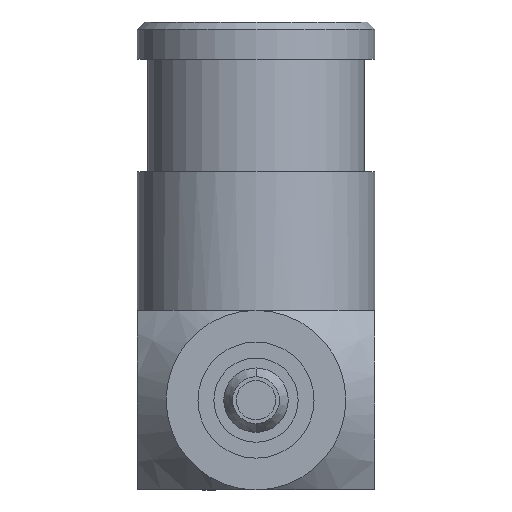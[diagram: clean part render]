
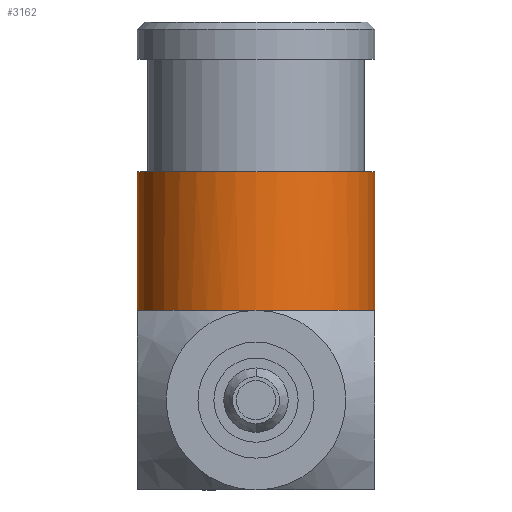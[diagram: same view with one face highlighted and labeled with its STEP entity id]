
A CAD part, front view. The second image highlights one B-rep face of the part: STEP entity #3162.
In plain terms, the highlighted cylindrical face has radius 3.175 mm (diameter 6.35 mm), a partial arc.
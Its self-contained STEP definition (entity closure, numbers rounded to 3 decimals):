
#173 = CYLINDRICAL_SURFACE ( 'NONE', #3429, 3.175 ) ;
#218 = DIRECTION ( 'NONE',  ( 0., 0., 1. ) ) ;
#248 = AXIS2_PLACEMENT_3D ( 'NONE', #3311, #876, #3713 ) ;
#308 = VERTEX_POINT ( 'NONE', #2043 ) ;
#431 = AXIS2_PLACEMENT_3D ( 'NONE', #1782, #4602, #2191 ) ;
#453 = EDGE_CURVE ( 'NONE', #308, #3315, #5142, .T. ) ;
#694 = FACE_OUTER_BOUND ( 'NONE', #5212, .T. ) ;
#707 = ORIENTED_EDGE ( 'NONE', *, *, #2673, .T. ) ;
#776 = VECTOR ( 'NONE', #2662, 1000. ) ;
#850 = CARTESIAN_POINT ( 'NONE',  ( -3.175, 0., -4. ) ) ;
#876 = DIRECTION ( 'NONE',  ( 0., 0., 1. ) ) ;
#906 = CIRCLE ( 'NONE', #248, 3.175 ) ;
#1035 = VERTEX_POINT ( 'NONE', #1105 ) ;
#1041 = CARTESIAN_POINT ( 'NONE',  ( 3.175, 0., -7.7 ) ) ;
#1105 = CARTESIAN_POINT ( 'NONE',  ( -2.079, -2.4, -7.7 ) ) ;
#1218 = VERTEX_POINT ( 'NONE', #850 ) ;
#1351 = VERTEX_POINT ( 'NONE', #3678 ) ;
#1431 = CARTESIAN_POINT ( 'NONE',  ( 0., 0., -7.7 ) ) ;
#1627 = DIRECTION ( 'NONE',  ( 0., 0., 1. ) ) ;
#1724 = VERTEX_POINT ( 'NONE', #1041 ) ;
#1782 = CARTESIAN_POINT ( 'NONE',  ( 0., 0., -4. ) ) ;
#1783 = CARTESIAN_POINT ( 'NONE',  ( 0., 0., 0. ) ) ;
#1827 = VECTOR ( 'NONE', #218, 1000. ) ;
#1841 = CIRCLE ( 'NONE', #3752, 3.175 ) ;
#1861 = DIRECTION ( 'NONE',  ( 0., -1., 0. ) ) ;
#2043 = CARTESIAN_POINT ( 'NONE',  ( 0., -3.175, -7.7 ) ) ;
#2052 = AXIS2_PLACEMENT_3D ( 'NONE', #1431, #4263, #1861 ) ;
#2191 = DIRECTION ( 'NONE',  ( 1., 0., 0. ) ) ;
#2324 = CARTESIAN_POINT ( 'NONE',  ( 3.175, 0., -4. ) ) ;
#2376 = EDGE_CURVE ( 'NONE', #1351, #1035, #3269, .T. ) ;
#2404 = EDGE_CURVE ( 'NONE', #1724, #3000, #2896, .T. ) ;
#2480 = ORIENTED_EDGE ( 'NONE', *, *, #453, .T. ) ;
#2662 = DIRECTION ( 'NONE',  ( 0., 0., 1. ) ) ;
#2673 = EDGE_CURVE ( 'NONE', #1035, #308, #906, .T. ) ;
#2683 = CARTESIAN_POINT ( 'NONE',  ( 3.175, 0., 0. ) ) ;
#2746 = EDGE_CURVE ( 'NONE', #1218, #3000, #2766, .T. ) ;
#2766 = CIRCLE ( 'NONE', #431, 3.175 ) ;
#2777 = CARTESIAN_POINT ( 'NONE',  ( 0., 0., -7.7 ) ) ;
#2818 = LINE ( 'NONE', #5079, #776 ) ;
#2885 = EDGE_CURVE ( 'NONE', #1351, #1218, #2818, .T. ) ;
#2896 = LINE ( 'NONE', #2683, #1827 ) ;
#3000 = VERTEX_POINT ( 'NONE', #2324 ) ;
#3155 = CARTESIAN_POINT ( 'NONE',  ( 2.079, -2.4, -7.7 ) ) ;
#3162 = ADVANCED_FACE ( 'NONE', ( #694 ), #173, .T. ) ;
#3242 = DIRECTION ( 'NONE',  ( 0., 0., 1. ) ) ;
#3269 = CIRCLE ( 'NONE', #2052, 3.175 ) ;
#3311 = CARTESIAN_POINT ( 'NONE',  ( 0., 0., -7.7 ) ) ;
#3315 = VERTEX_POINT ( 'NONE', #3155 ) ;
#3396 = DIRECTION ( 'NONE',  ( 0., 0., 1. ) ) ;
#3429 = AXIS2_PLACEMENT_3D ( 'NONE', #1783, #3396, #5021 ) ;
#3452 = AXIS2_PLACEMENT_3D ( 'NONE', #2777, #3242, #5081 ) ;
#3611 = ORIENTED_EDGE ( 'NONE', *, *, #2404, .T. ) ;
#3678 = CARTESIAN_POINT ( 'NONE',  ( -3.175, 0., -7.7 ) ) ;
#3713 = DIRECTION ( 'NONE',  ( 1., 0., 0. ) ) ;
#3752 = AXIS2_PLACEMENT_3D ( 'NONE', #4043, #1627, #4452 ) ;
#3955 = ORIENTED_EDGE ( 'NONE', *, *, #2885, .F. ) ;
#3968 = ORIENTED_EDGE ( 'NONE', *, *, #5076, .T. ) ;
#4043 = CARTESIAN_POINT ( 'NONE',  ( 0., 0., -7.7 ) ) ;
#4263 = DIRECTION ( 'NONE',  ( 0., 0., 1. ) ) ;
#4452 = DIRECTION ( 'NONE',  ( 0., -1., 0. ) ) ;
#4602 = DIRECTION ( 'NONE',  ( 0., 0., 1. ) ) ;
#5021 = DIRECTION ( 'NONE',  ( 1., 0., 0. ) ) ;
#5076 = EDGE_CURVE ( 'NONE', #3315, #1724, #1841, .T. ) ;
#5079 = CARTESIAN_POINT ( 'NONE',  ( -3.175, 0., 0. ) ) ;
#5081 = DIRECTION ( 'NONE',  ( 1., 0., 0. ) ) ;
#5094 = ORIENTED_EDGE ( 'NONE', *, *, #2376, .T. ) ;
#5124 = ORIENTED_EDGE ( 'NONE', *, *, #2746, .F. ) ;
#5142 = CIRCLE ( 'NONE', #3452, 3.175 ) ;
#5212 = EDGE_LOOP ( 'NONE', ( #3955, #5094, #707, #2480, #3968, #3611, #5124 ) ) ;
